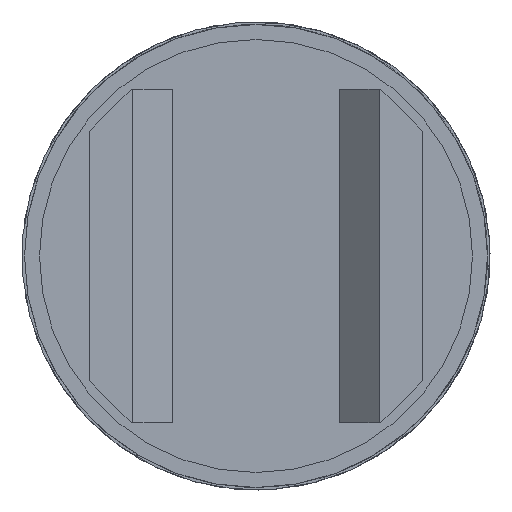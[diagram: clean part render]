
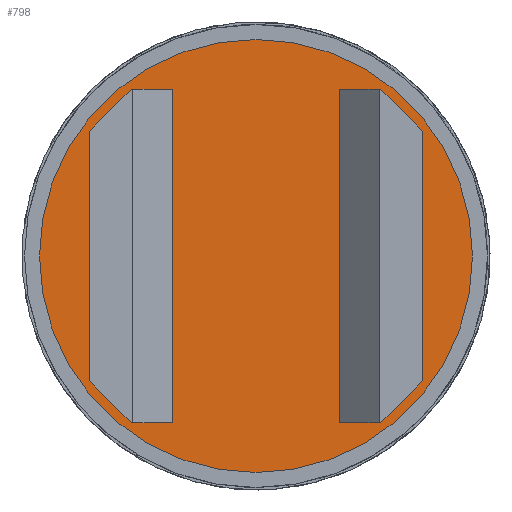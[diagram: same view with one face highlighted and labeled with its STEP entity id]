
A CAD part, front view. The second image highlights one B-rep face of the part: STEP entity #798.
In plain terms, the highlighted planar face has unit normal (0, -1, 0).
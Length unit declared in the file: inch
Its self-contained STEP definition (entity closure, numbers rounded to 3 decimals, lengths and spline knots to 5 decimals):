
#13=LINE('',#1255,#55);
#25=LINE('',#1279,#67);
#27=LINE('',#1283,#69);
#29=LINE('',#1288,#71);
#41=LINE('',#1312,#83);
#43=LINE('',#1316,#85);
#45=LINE('',#1320,#87);
#47=LINE('',#1324,#89);
#49=LINE('',#1327,#91);
#50=LINE('',#1330,#92);
#52=LINE('',#1334,#94);
#54=LINE('',#1337,#96);
#55=VECTOR('',#1063,0.3937);
#67=VECTOR('',#1081,0.3937);
#69=VECTOR('',#1085,0.3937);
#71=VECTOR('',#1089,0.3937);
#83=VECTOR('',#1107,0.3937);
#85=VECTOR('',#1111,0.3937);
#87=VECTOR('',#1115,0.3937);
#89=VECTOR('',#1119,0.3937);
#91=VECTOR('',#1123,0.3937);
#92=VECTOR('',#1126,0.3937);
#94=VECTOR('',#1130,0.3937);
#96=VECTOR('',#1134,0.3937);
#139=PLANE('',#906);
#177=FACE_BOUND('',#326,.T.);
#178=FACE_BOUND('',#327,.T.);
#233=FACE_OUTER_BOUND('',#325,.T.);
#325=EDGE_LOOP('',(#659));
#326=EDGE_LOOP('',(#660,#661,#662,#663,#664,#665));
#327=EDGE_LOOP('',(#666,#667,#668,#669,#670,#671));
#356=CIRCLE('',#869,0.65);
#394=VERTEX_POINT('',#1221);
#404=VERTEX_POINT('',#1253);
#405=VERTEX_POINT('',#1254);
#414=VERTEX_POINT('',#1278);
#415=VERTEX_POINT('',#1282);
#416=VERTEX_POINT('',#1286);
#417=VERTEX_POINT('',#1287);
#426=VERTEX_POINT('',#1311);
#427=VERTEX_POINT('',#1315);
#428=VERTEX_POINT('',#1319);
#429=VERTEX_POINT('',#1323);
#430=VERTEX_POINT('',#1329);
#431=VERTEX_POINT('',#1333);
#460=EDGE_CURVE('',#394,#394,#356,.T.);
#470=EDGE_CURVE('',#404,#405,#13,.T.);
#482=EDGE_CURVE('',#414,#404,#25,.T.);
#484=EDGE_CURVE('',#415,#414,#27,.T.);
#486=EDGE_CURVE('',#416,#417,#29,.T.);
#498=EDGE_CURVE('',#426,#416,#41,.T.);
#500=EDGE_CURVE('',#427,#426,#43,.T.);
#502=EDGE_CURVE('',#428,#415,#45,.T.);
#504=EDGE_CURVE('',#429,#428,#47,.T.);
#506=EDGE_CURVE('',#405,#429,#49,.T.);
#507=EDGE_CURVE('',#430,#427,#50,.T.);
#509=EDGE_CURVE('',#431,#430,#52,.T.);
#511=EDGE_CURVE('',#417,#431,#54,.T.);
#659=ORIENTED_EDGE('',*,*,#460,.F.);
#660=ORIENTED_EDGE('',*,*,#500,.F.);
#661=ORIENTED_EDGE('',*,*,#507,.F.);
#662=ORIENTED_EDGE('',*,*,#509,.F.);
#663=ORIENTED_EDGE('',*,*,#511,.F.);
#664=ORIENTED_EDGE('',*,*,#486,.F.);
#665=ORIENTED_EDGE('',*,*,#498,.F.);
#666=ORIENTED_EDGE('',*,*,#484,.F.);
#667=ORIENTED_EDGE('',*,*,#502,.F.);
#668=ORIENTED_EDGE('',*,*,#504,.F.);
#669=ORIENTED_EDGE('',*,*,#506,.F.);
#670=ORIENTED_EDGE('',*,*,#470,.F.);
#671=ORIENTED_EDGE('',*,*,#482,.F.);
#798=ADVANCED_FACE('',(#233,#177,#178),#139,.T.);
#869=AXIS2_PLACEMENT_3D('',#1222,#1019,#1020);
#906=AXIS2_PLACEMENT_3D('',#1338,#1135,#1136);
#1019=DIRECTION('center_axis',(0.,1.,0.));
#1020=DIRECTION('ref_axis',(-1.,0.,0.));
#1063=DIRECTION('',(-1.,0.,0.));
#1081=DIRECTION('',(-0.707,0.,0.707));
#1085=DIRECTION('',(0.,0.,1.));
#1089=DIRECTION('',(1.,0.,0.));
#1107=DIRECTION('',(0.707,0.,-0.707));
#1111=DIRECTION('',(0.,0.,-1.));
#1115=DIRECTION('',(0.707,0.,0.707));
#1119=DIRECTION('',(1.,0.,0.));
#1123=DIRECTION('',(0.,0.,-1.));
#1126=DIRECTION('',(-0.707,0.,-0.707));
#1130=DIRECTION('',(-1.,0.,0.));
#1134=DIRECTION('',(0.,0.,1.));
#1135=DIRECTION('center_axis',(0.,-1.,0.));
#1136=DIRECTION('ref_axis',(0.,0.,-1.));
#1221=CARTESIAN_POINT('',(-0.65,-0.5,0.));
#1222=CARTESIAN_POINT('Origin',(0.,-0.5,0.));
#1253=CARTESIAN_POINT('',(0.375,-0.5,0.5));
#1254=CARTESIAN_POINT('',(0.25,-0.5,0.5));
#1255=CARTESIAN_POINT('',(0.125,-0.5,0.5));
#1278=CARTESIAN_POINT('',(0.5,-0.5,0.375));
#1279=CARTESIAN_POINT('',(0.4375,-0.5,0.4375));
#1282=CARTESIAN_POINT('',(0.5,-0.5,-0.375));
#1283=CARTESIAN_POINT('',(0.5,-0.5,0.25));
#1286=CARTESIAN_POINT('',(-0.375,-0.5,-0.5));
#1287=CARTESIAN_POINT('',(-0.25,-0.5,-0.5));
#1288=CARTESIAN_POINT('',(-0.125,-0.5,-0.5));
#1311=CARTESIAN_POINT('',(-0.5,-0.5,-0.375));
#1312=CARTESIAN_POINT('',(-0.4375,-0.5,-0.4375));
#1315=CARTESIAN_POINT('',(-0.5,-0.5,0.375));
#1316=CARTESIAN_POINT('',(-0.5,-0.5,-0.25));
#1319=CARTESIAN_POINT('',(0.375,-0.5,-0.5));
#1320=CARTESIAN_POINT('',(0.4375,-0.5,-0.4375));
#1323=CARTESIAN_POINT('',(0.25,-0.5,-0.5));
#1324=CARTESIAN_POINT('',(0.25,-0.5,-0.5));
#1327=CARTESIAN_POINT('',(0.25,-0.5,-0.25));
#1329=CARTESIAN_POINT('',(-0.375,-0.5,0.5));
#1330=CARTESIAN_POINT('',(-0.4375,-0.5,0.4375));
#1333=CARTESIAN_POINT('',(-0.25,-0.5,0.5));
#1334=CARTESIAN_POINT('',(-0.25,-0.5,0.5));
#1337=CARTESIAN_POINT('',(-0.25,-0.5,0.25));
#1338=CARTESIAN_POINT('Origin',(0.,-0.5,0.));
